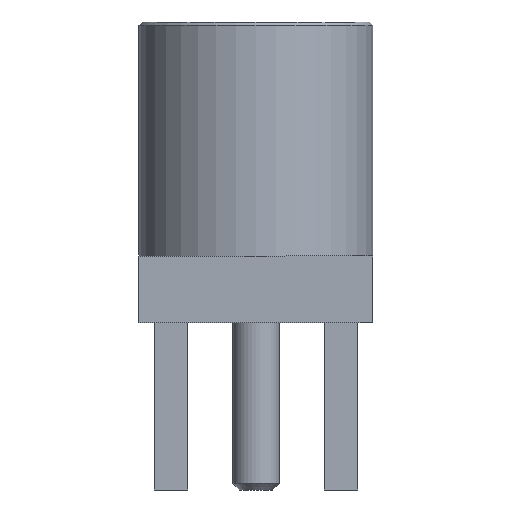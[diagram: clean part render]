
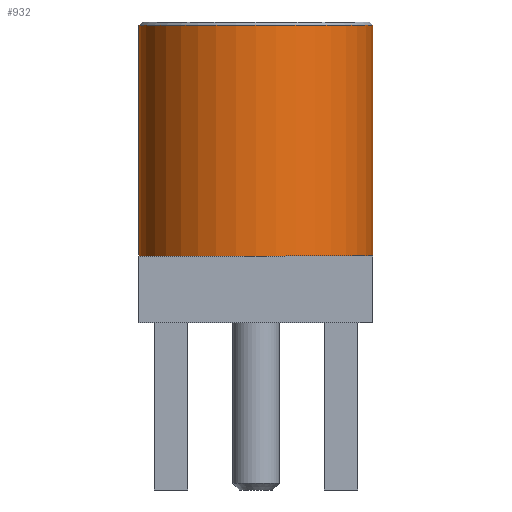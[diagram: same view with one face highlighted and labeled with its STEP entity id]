
A CAD part, front view. The second image highlights one B-rep face of the part: STEP entity #932.
In plain terms, the highlighted cylindrical face has radius 1.75 mm (diameter 3.5 mm), a full revolution.
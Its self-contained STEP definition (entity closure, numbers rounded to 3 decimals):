
#77=CYLINDRICAL_SURFACE('',#1015,1.75);
#93=FACE_OUTER_BOUND('',#151,.T.);
#151=EDGE_LOOP('',(#643,#644,#645,#646,#647,#648,#649));
#212=LINE('',#1419,#293);
#293=VECTOR('',#1153,1.75);
#367=CIRCLE('',#994,1.75);
#380=CIRCLE('',#1016,1.75);
#381=CIRCLE('',#1017,1.75);
#382=CIRCLE('',#1018,1.75);
#383=CIRCLE('',#1019,1.75);
#400=VERTEX_POINT('',#1369);
#413=VERTEX_POINT('',#1411);
#414=VERTEX_POINT('',#1412);
#415=VERTEX_POINT('',#1414);
#416=VERTEX_POINT('',#1416);
#481=EDGE_CURVE('',#400,#400,#367,.T.);
#501=EDGE_CURVE('',#413,#414,#380,.T.);
#502=EDGE_CURVE('',#415,#413,#381,.T.);
#503=EDGE_CURVE('',#416,#415,#382,.T.);
#504=EDGE_CURVE('',#414,#416,#383,.T.);
#505=EDGE_CURVE('',#414,#400,#212,.T.);
#643=ORIENTED_EDGE('',*,*,#501,.F.);
#644=ORIENTED_EDGE('',*,*,#502,.F.);
#645=ORIENTED_EDGE('',*,*,#503,.F.);
#646=ORIENTED_EDGE('',*,*,#504,.F.);
#647=ORIENTED_EDGE('',*,*,#505,.T.);
#648=ORIENTED_EDGE('',*,*,#481,.T.);
#649=ORIENTED_EDGE('',*,*,#505,.F.);
#932=ADVANCED_FACE('',(#93),#77,.T.);
#994=AXIS2_PLACEMENT_3D('',#1370,#1094,#1095);
#1015=AXIS2_PLACEMENT_3D('',#1410,#1143,#1144);
#1016=AXIS2_PLACEMENT_3D('',#1413,#1145,#1146);
#1017=AXIS2_PLACEMENT_3D('',#1415,#1147,#1148);
#1018=AXIS2_PLACEMENT_3D('',#1417,#1149,#1150);
#1019=AXIS2_PLACEMENT_3D('',#1418,#1151,#1152);
#1094=DIRECTION('center_axis',(0.,0.,-1.));
#1095=DIRECTION('ref_axis',(-1.,0.,0.));
#1143=DIRECTION('center_axis',(0.,0.,-1.));
#1144=DIRECTION('ref_axis',(-1.,0.,0.));
#1145=DIRECTION('center_axis',(0.,0.,-1.));
#1146=DIRECTION('ref_axis',(0.,1.,0.));
#1147=DIRECTION('center_axis',(0.,0.,-1.));
#1148=DIRECTION('ref_axis',(0.,1.,0.));
#1149=DIRECTION('center_axis',(0.,0.,-1.));
#1150=DIRECTION('ref_axis',(0.,1.,0.));
#1151=DIRECTION('center_axis',(0.,0.,-1.));
#1152=DIRECTION('ref_axis',(0.,1.,0.));
#1153=DIRECTION('',(0.,0.,1.));
#1369=CARTESIAN_POINT('',(1.75,0.,3.95));
#1370=CARTESIAN_POINT('Origin',(0.,0.,3.95));
#1410=CARTESIAN_POINT('Origin',(0.,0.,4.));
#1411=CARTESIAN_POINT('',(0.,1.75,0.5));
#1412=CARTESIAN_POINT('',(1.75,0.,0.5));
#1413=CARTESIAN_POINT('Origin',(0.,0.,0.5));
#1414=CARTESIAN_POINT('',(-1.75,0.,0.5));
#1415=CARTESIAN_POINT('Origin',(0.,0.,0.5));
#1416=CARTESIAN_POINT('',(0.,-1.75,0.5));
#1417=CARTESIAN_POINT('Origin',(0.,0.,0.5));
#1418=CARTESIAN_POINT('Origin',(0.,0.,0.5));
#1419=CARTESIAN_POINT('',(1.75,0.,4.));
